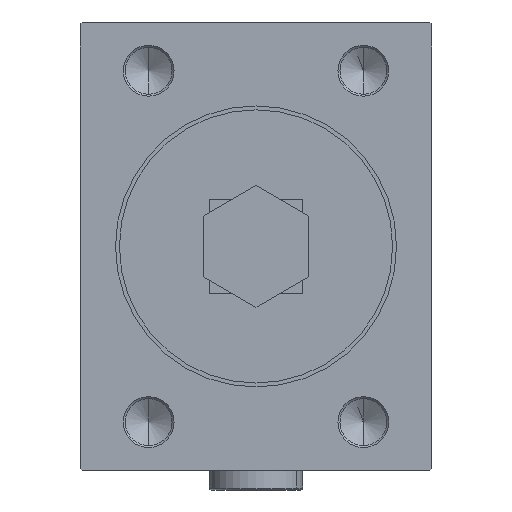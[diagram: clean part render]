
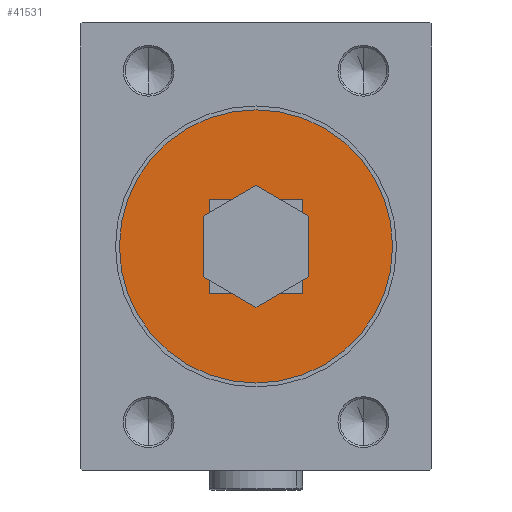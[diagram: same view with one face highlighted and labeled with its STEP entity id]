
A CAD part, left-side view. The second image highlights one B-rep face of the part: STEP entity #41531.
In plain terms, the highlighted face is planar.
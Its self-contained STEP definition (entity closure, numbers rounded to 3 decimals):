
#110 = EDGE_CURVE ( 'NONE', #34764, #20325, #5522, .T. ) ;
#2923 = CARTESIAN_POINT ( 'NONE',  ( 34.5, 0., -35. ) ) ;
#3161 = DIRECTION ( 'NONE',  ( 0., 0., 1. ) ) ;
#3894 = EDGE_LOOP ( 'NONE', ( #28088, #40124, #46013, #7680 ) ) ;
#4087 = VECTOR ( 'NONE', #12557, 1000. ) ;
#4579 = EDGE_CURVE ( 'NONE', #32198, #36944, #7070, .T. ) ;
#4986 = AXIS2_PLACEMENT_3D ( 'NONE', #42582, #42830, #9267 ) ;
#5522 = LINE ( 'NONE', #24357, #29142 ) ;
#7070 = LINE ( 'NONE', #10748, #11277 ) ;
#7680 = ORIENTED_EDGE ( 'NONE', *, *, #4579, .F. ) ;
#9267 = DIRECTION ( 'NONE',  ( 0., 0., -1. ) ) ;
#10748 = CARTESIAN_POINT ( 'NONE',  ( 34.5, 12., 12. ) ) ;
#11043 = ORIENTED_EDGE ( 'NONE', *, *, #43809, .T. ) ;
#11277 = VECTOR ( 'NONE', #3161, 1000. ) ;
#12557 = DIRECTION ( 'NONE',  ( 0., -1., 0. ) ) ;
#13370 = CARTESIAN_POINT ( 'NONE',  ( 34.5, -12., -12. ) ) ;
#15579 = CARTESIAN_POINT ( 'NONE',  ( 34.5, 12., 12. ) ) ;
#15788 = LINE ( 'NONE', #30275, #19066 ) ;
#16506 = AXIS2_PLACEMENT_3D ( 'NONE', #33384, #25986, #26240 ) ;
#17764 = CARTESIAN_POINT ( 'NONE',  ( 34.5, 12., -12. ) ) ;
#18886 = EDGE_LOOP ( 'NONE', ( #11043, #36534 ) ) ;
#19066 = VECTOR ( 'NONE', #38097, 1000. ) ;
#20325 = VERTEX_POINT ( 'NONE', #13370 ) ;
#22714 = EDGE_CURVE ( 'NONE', #48380, #47636, #37631, .T. ) ;
#23057 = CIRCLE ( 'NONE', #42598, 35. ) ;
#24357 = CARTESIAN_POINT ( 'NONE',  ( 34.5, -12., 12. ) ) ;
#25986 = DIRECTION ( 'NONE',  ( 1., 0., 0. ) ) ;
#26240 = DIRECTION ( 'NONE',  ( 0., 0., -1. ) ) ;
#27471 = CARTESIAN_POINT ( 'NONE',  ( 34.5, 0., 0. ) ) ;
#27639 = FACE_OUTER_BOUND ( 'NONE', #18886, .T. ) ;
#28088 = ORIENTED_EDGE ( 'NONE', *, *, #33254, .F. ) ;
#28174 = EDGE_CURVE ( 'NONE', #36944, #34764, #34621, .T. ) ;
#28358 = CARTESIAN_POINT ( 'NONE',  ( 34.5, -12., 12. ) ) ;
#29142 = VECTOR ( 'NONE', #35413, 1000. ) ;
#30275 = CARTESIAN_POINT ( 'NONE',  ( 34.5, 12., -12. ) ) ;
#31898 = DIRECTION ( 'NONE',  ( 0., 0., -1. ) ) ;
#32198 = VERTEX_POINT ( 'NONE', #17764 ) ;
#33254 = EDGE_CURVE ( 'NONE', #20325, #32198, #15788, .T. ) ;
#33384 = CARTESIAN_POINT ( 'NONE',  ( 34.5, 0., 0. ) ) ;
#34621 = LINE ( 'NONE', #38526, #4087 ) ;
#34764 = VERTEX_POINT ( 'NONE', #28358 ) ;
#34766 = PLANE ( 'NONE',  #4986 ) ;
#35015 = FACE_BOUND ( 'NONE', #3894, .T. ) ;
#35413 = DIRECTION ( 'NONE',  ( 0., 0., -1. ) ) ;
#36534 = ORIENTED_EDGE ( 'NONE', *, *, #22714, .T. ) ;
#36944 = VERTEX_POINT ( 'NONE', #15579 ) ;
#37631 = CIRCLE ( 'NONE', #16506, 35. ) ;
#38097 = DIRECTION ( 'NONE',  ( 0., 1., 0. ) ) ;
#38526 = CARTESIAN_POINT ( 'NONE',  ( 34.5, 12., 12. ) ) ;
#40124 = ORIENTED_EDGE ( 'NONE', *, *, #110, .F. ) ;
#41531 = ADVANCED_FACE ( 'NONE', ( #35015, #27639 ), #34766, .T. ) ;
#42582 = CARTESIAN_POINT ( 'NONE',  ( 34.5, 0., 0. ) ) ;
#42598 = AXIS2_PLACEMENT_3D ( 'NONE', #27471, #46813, #31898 ) ;
#42830 = DIRECTION ( 'NONE',  ( 1., 0., 0. ) ) ;
#43809 = EDGE_CURVE ( 'NONE', #47636, #48380, #23057, .T. ) ;
#46013 = ORIENTED_EDGE ( 'NONE', *, *, #28174, .F. ) ;
#46370 = CARTESIAN_POINT ( 'NONE',  ( 34.5, 0., 35. ) ) ;
#46813 = DIRECTION ( 'NONE',  ( 1., 0., 0. ) ) ;
#47636 = VERTEX_POINT ( 'NONE', #46370 ) ;
#48380 = VERTEX_POINT ( 'NONE', #2923 ) ;
